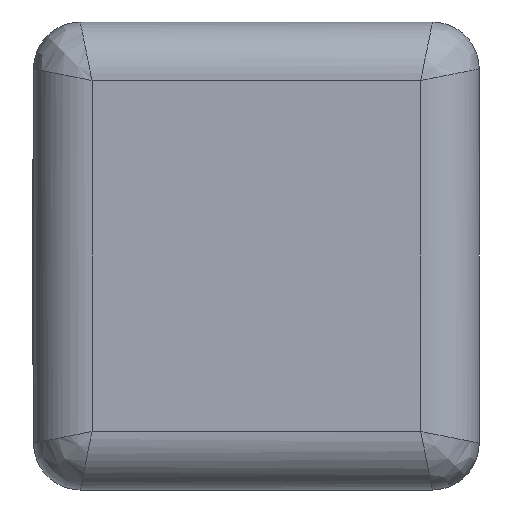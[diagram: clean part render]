
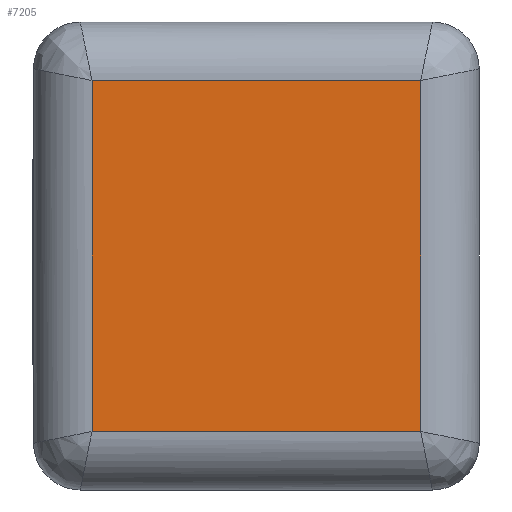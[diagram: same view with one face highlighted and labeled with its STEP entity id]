
A CAD part, left-side view. The second image highlights one B-rep face of the part: STEP entity #7205.
In plain terms, the highlighted planar face has unit normal (-1, 0, 0).
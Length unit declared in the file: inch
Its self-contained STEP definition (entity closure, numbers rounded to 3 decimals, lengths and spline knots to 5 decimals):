
#536 = ORIENTED_EDGE ( 'NONE', *, *, #2367, .F. ) ;
#595 = VECTOR ( 'NONE', #6949, 39.37008 ) ;
#613 = EDGE_CURVE ( 'NONE', #4481, #7510, #2188, .T. ) ;
#1157 = CARTESIAN_POINT ( 'NONE',  ( -0.07875, 0.00787, 0.02363 ) ) ;
#1276 = CARTESIAN_POINT ( 'NONE',  ( -0.07875, 0.06, 0.0315 ) ) ;
#1472 = ORIENTED_EDGE ( 'NONE', *, *, #613, .F. ) ;
#1634 = DIRECTION ( 'NONE',  ( 0., -1., 0. ) ) ;
#1717 = FACE_OUTER_BOUND ( 'NONE', #5941, .T. ) ;
#1746 = AXIS2_PLACEMENT_3D ( 'NONE', #1276, #5449, #1873 ) ;
#1777 = PLANE ( 'NONE',  #1746 ) ;
#1873 = DIRECTION ( 'NONE',  ( 0., 0., -1. ) ) ;
#2188 = LINE ( 'NONE', #6356, #595 ) ;
#2367 = EDGE_CURVE ( 'NONE', #7510, #6461, #2989, .T. ) ;
#2481 = VECTOR ( 'NONE', #1634, 39.37008 ) ;
#2660 = DIRECTION ( 'NONE',  ( 0., 1., 0. ) ) ;
#2989 = LINE ( 'NONE', #6805, #4571 ) ;
#4165 = DIRECTION ( 'NONE',  ( 0., 0., 1. ) ) ;
#4261 = EDGE_CURVE ( 'NONE', #6142, #4481, #7024, .T. ) ;
#4424 = CARTESIAN_POINT ( 'NONE',  ( -0.07875, 0.05213, -0.02363 ) ) ;
#4481 = VERTEX_POINT ( 'NONE', #1157 ) ;
#4571 = VECTOR ( 'NONE', #2660, 39.37008 ) ;
#5085 = CARTESIAN_POINT ( 'NONE',  ( -0.07875, 0.00787, -0.02363 ) ) ;
#5301 = VECTOR ( 'NONE', #4165, 39.37008 ) ;
#5449 = DIRECTION ( 'NONE',  ( 1., 0., 0. ) ) ;
#5521 = ORIENTED_EDGE ( 'NONE', *, *, #4261, .F. ) ;
#5808 = ORIENTED_EDGE ( 'NONE', *, *, #6005, .F. ) ;
#5941 = EDGE_LOOP ( 'NONE', ( #5521, #5808, #536, #1472 ) ) ;
#6005 = EDGE_CURVE ( 'NONE', #6461, #6142, #6661, .T. ) ;
#6142 = VERTEX_POINT ( 'NONE', #6641 ) ;
#6356 = CARTESIAN_POINT ( 'NONE',  ( -0.07875, 0.00787, 0.0315 ) ) ;
#6381 = CARTESIAN_POINT ( 'NONE',  ( -0.07875, 0.06, 0.02363 ) ) ;
#6461 = VERTEX_POINT ( 'NONE', #4424 ) ;
#6641 = CARTESIAN_POINT ( 'NONE',  ( -0.07875, 0.05213, 0.02363 ) ) ;
#6661 = LINE ( 'NONE', #7135, #5301 ) ;
#6805 = CARTESIAN_POINT ( 'NONE',  ( -0.07875, 0.06, -0.02363 ) ) ;
#6949 = DIRECTION ( 'NONE',  ( 0., 0., -1. ) ) ;
#7024 = LINE ( 'NONE', #6381, #2481 ) ;
#7135 = CARTESIAN_POINT ( 'NONE',  ( -0.07875, 0.05213, 0.0315 ) ) ;
#7205 = ADVANCED_FACE ( 'NONE', ( #1717 ), #1777, .F. ) ;
#7510 = VERTEX_POINT ( 'NONE', #5085 ) ;
